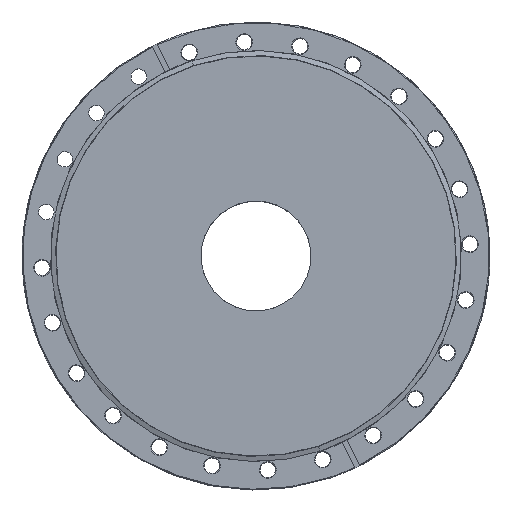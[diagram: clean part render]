
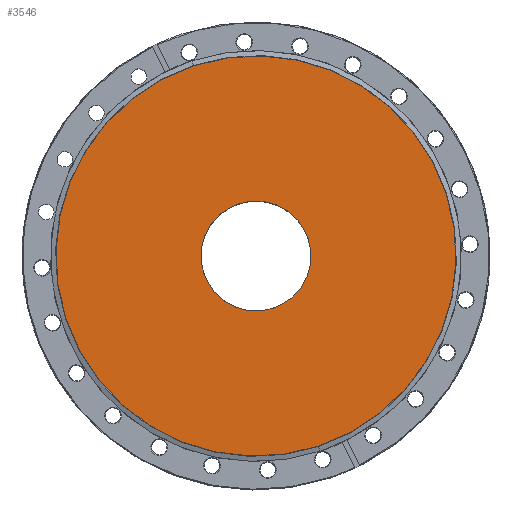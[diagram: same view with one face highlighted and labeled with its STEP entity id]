
A CAD part, top view. The second image highlights one B-rep face of the part: STEP entity #3546.
In plain terms, the highlighted face is planar.
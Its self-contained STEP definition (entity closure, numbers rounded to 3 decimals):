
#371 = DIRECTION ( 'NONE',  ( 0., -1., 0. ) ) ;
#633 = AXIS2_PLACEMENT_3D ( 'NONE', #3759, #371, #4318 ) ;
#656 = EDGE_CURVE ( 'NONE', #1905, #2652, #5122, .T. ) ;
#707 = DIRECTION ( 'NONE',  ( 0., -1., 0. ) ) ;
#958 = ORIENTED_EDGE ( 'NONE', *, *, #1988, .F. ) ;
#1273 = FACE_OUTER_BOUND ( 'NONE', #6087, .T. ) ;
#1793 = AXIS2_PLACEMENT_3D ( 'NONE', #4547, #4910, #4961 ) ;
#1905 = VERTEX_POINT ( 'NONE', #5555 ) ;
#1948 = VERTEX_POINT ( 'NONE', #7195 ) ;
#1964 = CIRCLE ( 'NONE', #633, 29.75 ) ;
#1988 = EDGE_CURVE ( 'NONE', #1948, #5616, #2720, .T. ) ;
#2085 = CARTESIAN_POINT ( 'NONE',  ( 0., 23.4, 29.75 ) ) ;
#2453 = AXIS2_PLACEMENT_3D ( 'NONE', #6586, #2701, #6042 ) ;
#2468 = CARTESIAN_POINT ( 'NONE',  ( 0., 23.4, 0. ) ) ;
#2652 = VERTEX_POINT ( 'NONE', #2085 ) ;
#2701 = DIRECTION ( 'NONE',  ( 0., -1., 0. ) ) ;
#2720 = CIRCLE ( 'NONE', #1793, 108.232 ) ;
#2934 = ORIENTED_EDGE ( 'NONE', *, *, #4541, .F. ) ;
#3036 = DIRECTION ( 'NONE',  ( 0., 0., -1. ) ) ;
#3546 = ADVANCED_FACE ( 'NONE', ( #6984, #1273 ), #5166, .F. ) ;
#3759 = CARTESIAN_POINT ( 'NONE',  ( 0., 23.4, 0. ) ) ;
#3801 = EDGE_CURVE ( 'NONE', #2652, #1905, #1964, .T. ) ;
#4318 = DIRECTION ( 'NONE',  ( 0., 0., -1. ) ) ;
#4319 = ORIENTED_EDGE ( 'NONE', *, *, #3801, .T. ) ;
#4350 = EDGE_LOOP ( 'NONE', ( #6927, #4319 ) ) ;
#4541 = EDGE_CURVE ( 'NONE', #5616, #1948, #6188, .T. ) ;
#4547 = CARTESIAN_POINT ( 'NONE',  ( 0., 23.4, 0. ) ) ;
#4627 = DIRECTION ( 'NONE',  ( 0., 0., -1. ) ) ;
#4910 = DIRECTION ( 'NONE',  ( 0., -1., 0. ) ) ;
#4961 = DIRECTION ( 'NONE',  ( 0., 0., -1. ) ) ;
#5122 = CIRCLE ( 'NONE', #2453, 29.75 ) ;
#5166 = PLANE ( 'NONE',  #6891 ) ;
#5555 = CARTESIAN_POINT ( 'NONE',  ( 0., 23.4, -29.75 ) ) ;
#5616 = VERTEX_POINT ( 'NONE', #5670 ) ;
#5670 = CARTESIAN_POINT ( 'NONE',  ( 0., 23.4, -108.232 ) ) ;
#6042 = DIRECTION ( 'NONE',  ( 0., 0., -1. ) ) ;
#6087 = EDGE_LOOP ( 'NONE', ( #958, #2934 ) ) ;
#6188 = CIRCLE ( 'NONE', #6942, 108.232 ) ;
#6229 = CARTESIAN_POINT ( 'NONE',  ( -108.232, 23.4, 0. ) ) ;
#6366 = DIRECTION ( 'NONE',  ( 0., -1., 0. ) ) ;
#6586 = CARTESIAN_POINT ( 'NONE',  ( 0., 23.4, 0. ) ) ;
#6891 = AXIS2_PLACEMENT_3D ( 'NONE', #6229, #707, #4627 ) ;
#6927 = ORIENTED_EDGE ( 'NONE', *, *, #656, .T. ) ;
#6942 = AXIS2_PLACEMENT_3D ( 'NONE', #2468, #6366, #3036 ) ;
#6984 = FACE_BOUND ( 'NONE', #4350, .T. ) ;
#7195 = CARTESIAN_POINT ( 'NONE',  ( 0., 23.4, 108.232 ) ) ;
